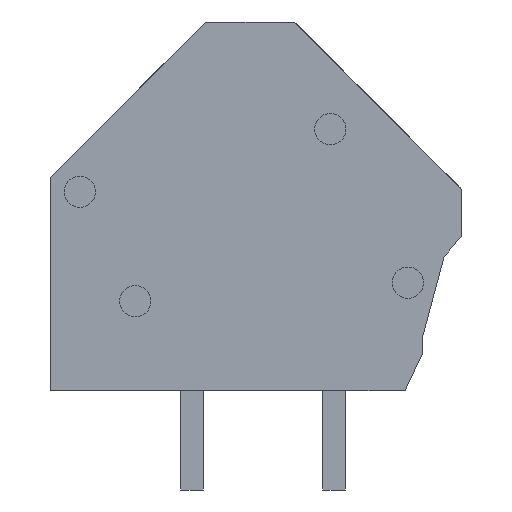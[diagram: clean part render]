
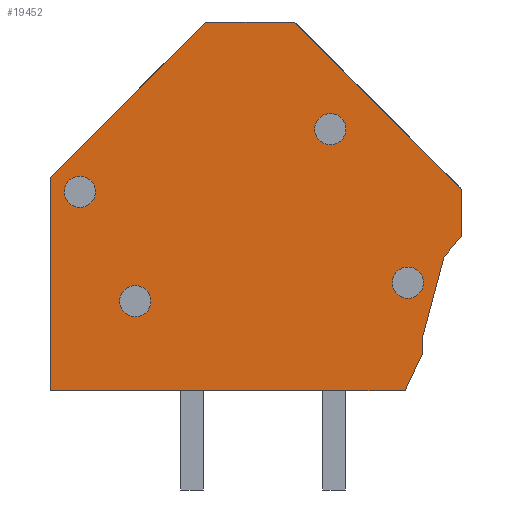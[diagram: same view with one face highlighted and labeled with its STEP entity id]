
A CAD part, left-side view. The second image highlights one B-rep face of the part: STEP entity #19452.
In plain terms, the highlighted planar face has unit normal (-1, 0, 0).
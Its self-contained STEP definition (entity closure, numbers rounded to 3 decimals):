
#19365=AXIS2_PLACEMENT_3D('Plane Axis2P3D',#19362,#19363,#19364) ;
#19382=AXIS2_PLACEMENT_3D('Circle Axis2P3D',#19380,#19381,$) ;
#19391=AXIS2_PLACEMENT_3D('Circle Axis2P3D',#19389,#19390,$) ;
#19400=AXIS2_PLACEMENT_3D('Circle Axis2P3D',#19398,#19399,$) ;
#19409=AXIS2_PLACEMENT_3D('Circle Axis2P3D',#19407,#19408,$) ;
#19418=AXIS2_PLACEMENT_3D('Circle Axis2P3D',#19416,#19417,$) ;
#19427=AXIS2_PLACEMENT_3D('Circle Axis2P3D',#19425,#19426,$) ;
#19436=AXIS2_PLACEMENT_3D('Circle Axis2P3D',#19434,#19435,$) ;
#19445=AXIS2_PLACEMENT_3D('Circle Axis2P3D',#19443,#19444,$) ;
#19037=CARTESIAN_POINT('Vertex',(0.7,2.,3.5)) ;
#19051=CARTESIAN_POINT('Vertex',(0.7,1.37,4.85)) ;
#19054=CARTESIAN_POINT('Line Origine',(0.7,1.685,4.175)) ;
#19082=CARTESIAN_POINT('Vertex',(0.7,1.37,5.45)) ;
#19085=CARTESIAN_POINT('Line Origine',(0.7,1.37,5.15)) ;
#19113=CARTESIAN_POINT('Vertex',(0.7,0.634,8.2)) ;
#19116=CARTESIAN_POINT('Line Origine',(0.7,1.002,6.825)) ;
#19144=CARTESIAN_POINT('Vertex',(0.7,0.,8.953)) ;
#19147=CARTESIAN_POINT('Line Origine',(0.7,0.317,8.577)) ;
#19175=CARTESIAN_POINT('Vertex',(0.7,0.,10.58)) ;
#19178=CARTESIAN_POINT('Line Origine',(0.7,0.,9.766)) ;
#19206=CARTESIAN_POINT('Vertex',(0.7,5.898,16.478)) ;
#19209=CARTESIAN_POINT('Line Origine',(0.7,2.949,13.529)) ;
#19237=CARTESIAN_POINT('Vertex',(0.7,9.022,16.478)) ;
#19240=CARTESIAN_POINT('Line Origine',(0.7,7.46,16.478)) ;
#19268=CARTESIAN_POINT('Vertex',(0.7,14.5,11.)) ;
#19271=CARTESIAN_POINT('Line Origine',(0.7,11.761,13.739)) ;
#19299=CARTESIAN_POINT('Vertex',(0.7,14.5,3.5)) ;
#19302=CARTESIAN_POINT('Line Origine',(0.7,14.5,7.25)) ;
#19330=CARTESIAN_POINT('Vertex',(0.7,12.7,3.5)) ;
#19333=CARTESIAN_POINT('Line Origine',(0.7,13.6,3.5)) ;
#19350=CARTESIAN_POINT('Line Origine',(0.7,7.35,3.5)) ;
#19362=CARTESIAN_POINT('Axis2P3D Location',(0.7,0.,0.)) ;
#19380=CARTESIAN_POINT('Axis2P3D Location',(0.7,13.45,10.5)) ;
#19384=CARTESIAN_POINT('Vertex',(0.7,12.9,10.5)) ;
#19386=CARTESIAN_POINT('Vertex',(0.7,14.,10.5)) ;
#19389=CARTESIAN_POINT('Axis2P3D Location',(0.7,13.45,10.5)) ;
#19398=CARTESIAN_POINT('Axis2P3D Location',(0.7,4.632,12.707)) ;
#19402=CARTESIAN_POINT('Vertex',(0.7,4.082,12.707)) ;
#19404=CARTESIAN_POINT('Vertex',(0.7,5.182,12.707)) ;
#19407=CARTESIAN_POINT('Axis2P3D Location',(0.7,4.632,12.707)) ;
#19416=CARTESIAN_POINT('Axis2P3D Location',(0.7,11.5,6.65)) ;
#19420=CARTESIAN_POINT('Vertex',(0.7,10.95,6.65)) ;
#19422=CARTESIAN_POINT('Vertex',(0.7,12.05,6.65)) ;
#19425=CARTESIAN_POINT('Axis2P3D Location',(0.7,11.5,6.65)) ;
#19434=CARTESIAN_POINT('Axis2P3D Location',(0.7,1.9,7.3)) ;
#19438=CARTESIAN_POINT('Vertex',(0.7,1.35,7.3)) ;
#19440=CARTESIAN_POINT('Vertex',(0.7,2.45,7.3)) ;
#19443=CARTESIAN_POINT('Axis2P3D Location',(0.7,1.9,7.3)) ;
#19055=DIRECTION('Vector Direction',(0.,-0.423,0.906)) ;
#19086=DIRECTION('Vector Direction',(0.,0.,1.)) ;
#19117=DIRECTION('Vector Direction',(0.,-0.259,0.966)) ;
#19148=DIRECTION('Vector Direction',(0.,-0.644,0.765)) ;
#19179=DIRECTION('Vector Direction',(0.,0.,-1.)) ;
#19210=DIRECTION('Vector Direction',(0.,0.707,0.707)) ;
#19241=DIRECTION('Vector Direction',(0.,-1.,0.)) ;
#19272=DIRECTION('Vector Direction',(0.,-0.707,0.707)) ;
#19303=DIRECTION('Vector Direction',(0.,0.,-1.)) ;
#19334=DIRECTION('Vector Direction',(0.,-1.,0.)) ;
#19351=DIRECTION('Vector Direction',(0.,-1.,0.)) ;
#19363=DIRECTION('Axis2P3D Direction',(-1.,0.,0.)) ;
#19364=DIRECTION('Axis2P3D XDirection',(0.,-1.,0.)) ;
#19381=DIRECTION('Axis2P3D Direction',(-1.,0.,0.)) ;
#19390=DIRECTION('Axis2P3D Direction',(-1.,0.,0.)) ;
#19399=DIRECTION('Axis2P3D Direction',(-1.,0.,0.)) ;
#19408=DIRECTION('Axis2P3D Direction',(-1.,0.,0.)) ;
#19417=DIRECTION('Axis2P3D Direction',(-1.,0.,0.)) ;
#19426=DIRECTION('Axis2P3D Direction',(-1.,0.,0.)) ;
#19435=DIRECTION('Axis2P3D Direction',(-1.,0.,0.)) ;
#19444=DIRECTION('Axis2P3D Direction',(-1.,0.,0.)) ;
#19056=VECTOR('Line Direction',#19055,1.) ;
#19087=VECTOR('Line Direction',#19086,1.) ;
#19118=VECTOR('Line Direction',#19117,1.) ;
#19149=VECTOR('Line Direction',#19148,1.) ;
#19180=VECTOR('Line Direction',#19179,1.) ;
#19211=VECTOR('Line Direction',#19210,1.) ;
#19242=VECTOR('Line Direction',#19241,1.) ;
#19273=VECTOR('Line Direction',#19272,1.) ;
#19304=VECTOR('Line Direction',#19303,1.) ;
#19335=VECTOR('Line Direction',#19334,1.) ;
#19352=VECTOR('Line Direction',#19351,1.) ;
#19368=ORIENTED_EDGE('',*,*,#19058,.T.) ;
#19369=ORIENTED_EDGE('',*,*,#19089,.T.) ;
#19370=ORIENTED_EDGE('',*,*,#19120,.T.) ;
#19371=ORIENTED_EDGE('',*,*,#19151,.T.) ;
#19372=ORIENTED_EDGE('',*,*,#19182,.T.) ;
#19373=ORIENTED_EDGE('',*,*,#19213,.T.) ;
#19374=ORIENTED_EDGE('',*,*,#19244,.T.) ;
#19375=ORIENTED_EDGE('',*,*,#19275,.T.) ;
#19376=ORIENTED_EDGE('',*,*,#19306,.T.) ;
#19377=ORIENTED_EDGE('',*,*,#19337,.T.) ;
#19378=ORIENTED_EDGE('',*,*,#19354,.T.) ;
#19395=ORIENTED_EDGE('',*,*,#19388,.F.) ;
#19396=ORIENTED_EDGE('',*,*,#19393,.F.) ;
#19413=ORIENTED_EDGE('',*,*,#19406,.F.) ;
#19414=ORIENTED_EDGE('',*,*,#19411,.F.) ;
#19431=ORIENTED_EDGE('',*,*,#19424,.F.) ;
#19432=ORIENTED_EDGE('',*,*,#19429,.F.) ;
#19449=ORIENTED_EDGE('',*,*,#19442,.F.) ;
#19450=ORIENTED_EDGE('',*,*,#19447,.F.) ;
#19397=FACE_BOUND('',#19394,.T.) ;
#19415=FACE_BOUND('',#19412,.T.) ;
#19433=FACE_BOUND('',#19430,.T.) ;
#19451=FACE_BOUND('',#19448,.T.) ;
#19452=ADVANCED_FACE('End plate_LMZF.1\\Hauptkoerper',(#19379,#19397,#19415,#19433,#19451),#19366,.T.) ;
#19383=CIRCLE('generated circle',#19382,0.55) ;
#19392=CIRCLE('generated circle',#19391,0.55) ;
#19401=CIRCLE('generated circle',#19400,0.55) ;
#19410=CIRCLE('generated circle',#19409,0.55) ;
#19419=CIRCLE('generated circle',#19418,0.55) ;
#19428=CIRCLE('generated circle',#19427,0.55) ;
#19437=CIRCLE('generated circle',#19436,0.55) ;
#19446=CIRCLE('generated circle',#19445,0.55) ;
#19058=EDGE_CURVE('',#19038,#19052,#19057,.T.) ;
#19089=EDGE_CURVE('',#19052,#19083,#19088,.T.) ;
#19120=EDGE_CURVE('',#19083,#19114,#19119,.T.) ;
#19151=EDGE_CURVE('',#19114,#19145,#19150,.T.) ;
#19182=EDGE_CURVE('',#19145,#19176,#19181,.F.) ;
#19213=EDGE_CURVE('',#19176,#19207,#19212,.T.) ;
#19244=EDGE_CURVE('',#19207,#19238,#19243,.F.) ;
#19275=EDGE_CURVE('',#19238,#19269,#19274,.F.) ;
#19306=EDGE_CURVE('',#19269,#19300,#19305,.T.) ;
#19337=EDGE_CURVE('',#19300,#19331,#19336,.T.) ;
#19354=EDGE_CURVE('',#19331,#19038,#19353,.T.) ;
#19388=EDGE_CURVE('',#19385,#19387,#19383,.T.) ;
#19393=EDGE_CURVE('',#19387,#19385,#19392,.T.) ;
#19406=EDGE_CURVE('',#19403,#19405,#19401,.T.) ;
#19411=EDGE_CURVE('',#19405,#19403,#19410,.T.) ;
#19424=EDGE_CURVE('',#19421,#19423,#19419,.T.) ;
#19429=EDGE_CURVE('',#19423,#19421,#19428,.T.) ;
#19442=EDGE_CURVE('',#19439,#19441,#19437,.T.) ;
#19447=EDGE_CURVE('',#19441,#19439,#19446,.T.) ;
#19367=EDGE_LOOP('',(#19368,#19369,#19370,#19371,#19372,#19373,#19374,#19375,#19376,#19377,#19378)) ;
#19394=EDGE_LOOP('',(#19395,#19396)) ;
#19412=EDGE_LOOP('',(#19413,#19414)) ;
#19430=EDGE_LOOP('',(#19431,#19432)) ;
#19448=EDGE_LOOP('',(#19449,#19450)) ;
#19379=FACE_OUTER_BOUND('',#19367,.T.) ;
#19057=LINE('Line',#19054,#19056) ;
#19088=LINE('Line',#19085,#19087) ;
#19119=LINE('Line',#19116,#19118) ;
#19150=LINE('Line',#19147,#19149) ;
#19181=LINE('Line',#19178,#19180) ;
#19212=LINE('Line',#19209,#19211) ;
#19243=LINE('Line',#19240,#19242) ;
#19274=LINE('Line',#19271,#19273) ;
#19305=LINE('Line',#19302,#19304) ;
#19336=LINE('Line',#19333,#19335) ;
#19353=LINE('Line',#19350,#19352) ;
#19366=PLANE('',#19365) ;
#19038=VERTEX_POINT('',#19037) ;
#19052=VERTEX_POINT('',#19051) ;
#19083=VERTEX_POINT('',#19082) ;
#19114=VERTEX_POINT('',#19113) ;
#19145=VERTEX_POINT('',#19144) ;
#19176=VERTEX_POINT('',#19175) ;
#19207=VERTEX_POINT('',#19206) ;
#19238=VERTEX_POINT('',#19237) ;
#19269=VERTEX_POINT('',#19268) ;
#19300=VERTEX_POINT('',#19299) ;
#19331=VERTEX_POINT('',#19330) ;
#19385=VERTEX_POINT('',#19384) ;
#19387=VERTEX_POINT('',#19386) ;
#19403=VERTEX_POINT('',#19402) ;
#19405=VERTEX_POINT('',#19404) ;
#19421=VERTEX_POINT('',#19420) ;
#19423=VERTEX_POINT('',#19422) ;
#19439=VERTEX_POINT('',#19438) ;
#19441=VERTEX_POINT('',#19440) ;
